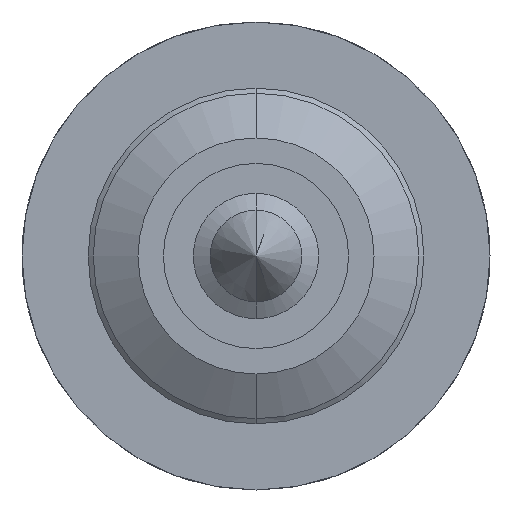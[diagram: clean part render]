
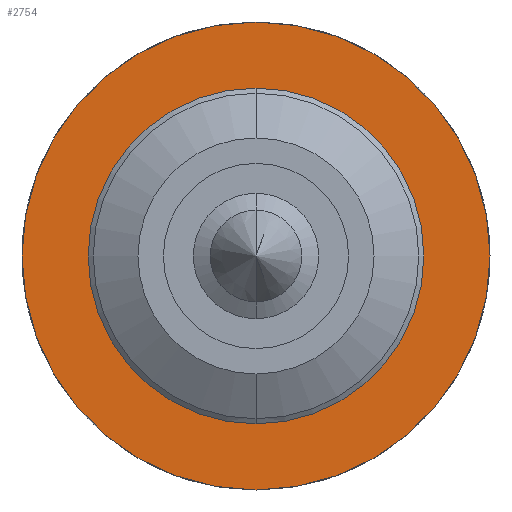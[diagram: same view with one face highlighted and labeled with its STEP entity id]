
A CAD part, front view. The second image highlights one B-rep face of the part: STEP entity #2754.
In plain terms, the highlighted planar face has unit normal (0, -1, 0).
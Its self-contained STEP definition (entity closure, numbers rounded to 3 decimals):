
#73 = CARTESIAN_POINT ( 'NONE',  ( 1.15, -2., 0. ) ) ;
#160 = ORIENTED_EDGE ( 'NONE', *, *, #1700, .F. ) ;
#169 = AXIS2_PLACEMENT_3D ( 'NONE', #3585, #2100, #245 ) ;
#245 = DIRECTION ( 'NONE',  ( 0., 0., 1. ) ) ;
#413 = AXIS2_PLACEMENT_3D ( 'NONE', #73, #1985, #2278 ) ;
#473 = AXIS2_PLACEMENT_3D ( 'NONE', #3224, #3533, #1690 ) ;
#809 = CARTESIAN_POINT ( 'NONE',  ( 0., -2., 0.825 ) ) ;
#925 = CIRCLE ( 'NONE', #2995, 1.15 ) ;
#937 = FACE_BOUND ( 'NONE', #1745, .T. ) ;
#1094 = VERTEX_POINT ( 'NONE', #809 ) ;
#1239 = DIRECTION ( 'NONE',  ( 0., 0., 1. ) ) ;
#1397 = ORIENTED_EDGE ( 'NONE', *, *, #1927, .T. ) ;
#1407 = CIRCLE ( 'NONE', #169, 0.825 ) ;
#1563 = AXIS2_PLACEMENT_3D ( 'NONE', #1569, #2456, #1239 ) ;
#1569 = CARTESIAN_POINT ( 'NONE',  ( 0., -2., 0. ) ) ;
#1690 = DIRECTION ( 'NONE',  ( 0., 0., 1. ) ) ;
#1700 = EDGE_CURVE ( 'Defeature ausgef�hrt2_5+Defeature ausgef�hrt2_6+Defeature ausgef�hrt2_6+Defeature ausgef�hrt2_6', #2371, #1972, #4008, .T. ) ;
#1740 = DIRECTION ( 'NONE',  ( 0., 0., 1. ) ) ;
#1745 = EDGE_LOOP ( 'NONE', ( #1397, #3128 ) ) ;
#1802 = EDGE_CURVE ( 'Defeature ausgef�hrt2_6+Defeature ausgef�hrt2_4+Defeature ausgef�hrt2_4+Defeature ausgef�hrt2_4', #1979, #1094, #1407, .T. ) ;
#1923 = ORIENTED_EDGE ( 'NONE', *, *, #3813, .F. ) ;
#1927 = EDGE_CURVE ( 'Defeature ausgef�hrt2_6+Defeature ausgef�hrt2_4+Defeature ausgef�hrt2_4+Defeature ausgef�hrt2_4', #1094, #1979, #2637, .T. ) ;
#1972 = VERTEX_POINT ( 'NONE', #3052 ) ;
#1979 = VERTEX_POINT ( 'NONE', #3087 ) ;
#1985 = DIRECTION ( 'NONE',  ( 0., 1., 0. ) ) ;
#2100 = DIRECTION ( 'NONE',  ( 0., 1., 0. ) ) ;
#2267 = PLANE ( 'NONE',  #413 ) ;
#2278 = DIRECTION ( 'NONE',  ( 0., 0., 1. ) ) ;
#2371 = VERTEX_POINT ( 'NONE', #3690 ) ;
#2456 = DIRECTION ( 'NONE',  ( 0., 1., 0. ) ) ;
#2637 = CIRCLE ( 'NONE', #1563, 0.825 ) ;
#2654 = CARTESIAN_POINT ( 'NONE',  ( 0., -2., 0. ) ) ;
#2669 = DIRECTION ( 'NONE',  ( 0., 1., 0. ) ) ;
#2754 = ADVANCED_FACE ( 'Defeature ausgef�hrt2_6', ( #3748, #937 ), #2267, .F. ) ;
#2995 = AXIS2_PLACEMENT_3D ( 'NONE', #2654, #2669, #1740 ) ;
#3052 = CARTESIAN_POINT ( 'NONE',  ( 0., -2., 1.15 ) ) ;
#3087 = CARTESIAN_POINT ( 'NONE',  ( 0., -2., -0.825 ) ) ;
#3128 = ORIENTED_EDGE ( 'NONE', *, *, #1802, .T. ) ;
#3224 = CARTESIAN_POINT ( 'NONE',  ( 0., -2., 0. ) ) ;
#3533 = DIRECTION ( 'NONE',  ( 0., 1., 0. ) ) ;
#3585 = CARTESIAN_POINT ( 'NONE',  ( 0., -2., 0. ) ) ;
#3690 = CARTESIAN_POINT ( 'NONE',  ( 0., -2., -1.15 ) ) ;
#3702 = EDGE_LOOP ( 'NONE', ( #1923, #160 ) ) ;
#3748 = FACE_OUTER_BOUND ( 'NONE', #3702, .T. ) ;
#3813 = EDGE_CURVE ( 'Defeature ausgef�hrt2_5+Defeature ausgef�hrt2_6+Defeature ausgef�hrt2_6+Defeature ausgef�hrt2_6', #1972, #2371, #925, .T. ) ;
#4008 = CIRCLE ( 'NONE', #473, 1.15 ) ;
